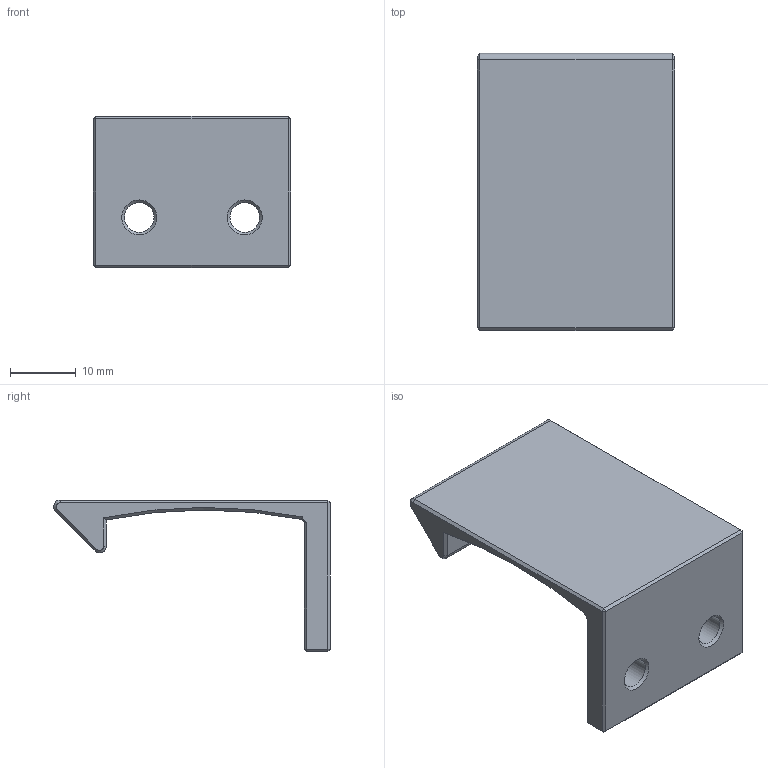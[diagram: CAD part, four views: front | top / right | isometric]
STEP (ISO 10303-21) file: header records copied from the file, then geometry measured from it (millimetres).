
FILE_DESCRIPTION(('FreeCAD Model'),'2;1');
FILE_NAME('Open CASCADE Shape Model','2024-08-17T13:07:54',(''),(''), 'Open CASCADE STEP processor 7.7','FreeCAD','Unknown');
FILE_SCHEMA(('AUTOMOTIVE_DESIGN { 1 0 10303 214 1 1 1 1 }'));
Length unit declared in the file: millimetre
Products named in the file (1): Body
Bounding box: 30 x 42 x 23 mm (x, y, z)
Volume: 5655.3 mm3; surface area: 4396.4 mm2
Topology: 1 solids, 1 shells, 47 faces, 99 edges, 54 vertices
Faces by surface type: plane 30, cone 10, cylinder 5, bspline 2
Full cylindrical faces by diameter (mm): 4.5 x2
Entity records: 1229 total; most frequent: CARTESIAN_POINT 215, DIRECTION 205, ORIENTED_EDGE 198, EDGE_CURVE 99, LINE 69, VECTOR 69, AXIS2_PLACEMENT_3D 68, VERTEX_POINT 54
